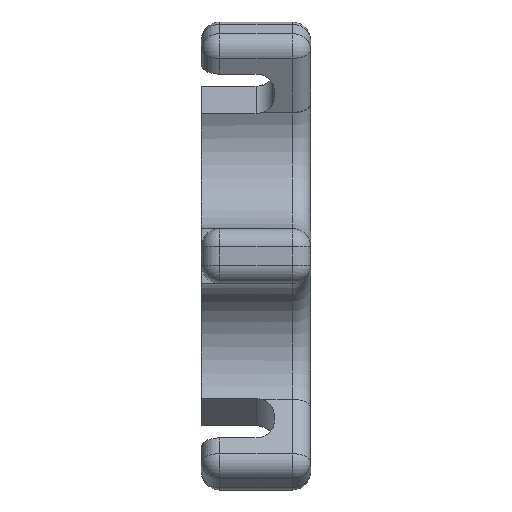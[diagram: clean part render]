
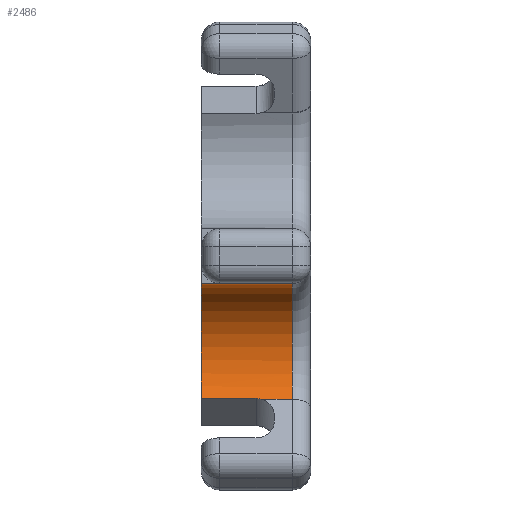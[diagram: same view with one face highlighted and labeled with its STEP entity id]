
A CAD part, left-side view. The second image highlights one B-rep face of the part: STEP entity #2486.
In plain terms, the highlighted cylindrical face has radius 8.5 mm (diameter 17 mm), a partial arc.
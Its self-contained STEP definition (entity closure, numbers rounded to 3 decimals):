
#27=B_SPLINE_CURVE_WITH_KNOTS('',3,(#4206,#4207,#4208,#4209),
 .UNSPECIFIED.,.F.,.F.,(4,4),(0.553,0.614),
 .UNSPECIFIED.);
#28=B_SPLINE_CURVE_WITH_KNOTS('',3,(#4214,#4215,#4216,#4217),
 .UNSPECIFIED.,.F.,.F.,(4,4),(0.614,0.664),
 .UNSPECIFIED.);
#192=FACE_OUTER_BOUND('',#354,.T.);
#354=EDGE_LOOP('',(#1910,#1911,#1912,#1913,#1914,#1915,#1916,#1917));
#474=LINE('',#3862,#665);
#569=LINE('',#4199,#760);
#572=LINE('',#4205,#763);
#573=LINE('',#4213,#764);
#665=VECTOR('',#3025,10.);
#760=VECTOR('',#3368,10.);
#763=VECTOR('',#3373,10.);
#764=VECTOR('',#3376,10.);
#913=CIRCLE('',#2744,8.5);
#922=CIRCLE('',#2760,8.5);
#1030=VERTEX_POINT('',#3859);
#1031=VERTEX_POINT('',#3861);
#1137=VERTEX_POINT('',#4164);
#1138=VERTEX_POINT('',#4166);
#1149=VERTEX_POINT('',#4198);
#1151=VERTEX_POINT('',#4204);
#1152=VERTEX_POINT('',#4210);
#1153=VERTEX_POINT('',#4212);
#1264=EDGE_CURVE('',#1031,#1030,#474,.T.);
#1415=EDGE_CURVE('',#1138,#1137,#913,.T.);
#1430=EDGE_CURVE('',#1149,#1138,#569,.T.);
#1433=EDGE_CURVE('',#1151,#1137,#572,.F.);
#1434=EDGE_CURVE('',#1151,#1031,#27,.F.);
#1435=EDGE_CURVE('',#1152,#1030,#922,.T.);
#1436=EDGE_CURVE('',#1152,#1153,#573,.T.);
#1437=EDGE_CURVE('',#1149,#1153,#28,.T.);
#1910=ORIENTED_EDGE('',*,*,#1415,.T.);
#1911=ORIENTED_EDGE('',*,*,#1433,.F.);
#1912=ORIENTED_EDGE('',*,*,#1434,.T.);
#1913=ORIENTED_EDGE('',*,*,#1264,.T.);
#1914=ORIENTED_EDGE('',*,*,#1435,.F.);
#1915=ORIENTED_EDGE('',*,*,#1436,.T.);
#1916=ORIENTED_EDGE('',*,*,#1437,.F.);
#1917=ORIENTED_EDGE('',*,*,#1430,.T.);
#2370=CYLINDRICAL_SURFACE('',#2759,8.5);
#2486=ADVANCED_FACE('',(#192),#2370,.F.);
#2744=AXIS2_PLACEMENT_3D('',#4167,#3332,#3333);
#2759=AXIS2_PLACEMENT_3D('',#4203,#3371,#3372);
#2760=AXIS2_PLACEMENT_3D('',#4211,#3374,#3375);
#3025=DIRECTION('',(0.,-1.,0.));
#3332=DIRECTION('center_axis',(0.,1.,0.));
#3333=DIRECTION('ref_axis',(0.867,0.,0.498));
#3368=DIRECTION('',(0.,1.,0.));
#3371=DIRECTION('center_axis',(0.,1.,0.));
#3372=DIRECTION('ref_axis',(0.867,0.,0.498));
#3373=DIRECTION('',(0.,-1.,0.));
#3374=DIRECTION('center_axis',(0.,1.,0.));
#3375=DIRECTION('ref_axis',(0.867,0.,0.498));
#3376=DIRECTION('',(0.,1.,0.));
#3859=CARTESIAN_POINT('',(-12.557,2.,-15.75));
#3861=CARTESIAN_POINT('',(-12.557,5.377,-15.75));
#3862=CARTESIAN_POINT('',(-12.557,0.,-15.75));
#4164=CARTESIAN_POINT('',(-12.508,12.,-15.664));
#4166=CARTESIAN_POINT('',(-19.819,12.,-3.001));
#4167=CARTESIAN_POINT('Origin',(-19.919,12.,-11.5));
#4198=CARTESIAN_POINT('',(-19.819,6.,-3.001));
#4199=CARTESIAN_POINT('',(-19.819,0.,-3.001));
#4203=CARTESIAN_POINT('Origin',(-19.919,0.,-11.5));
#4204=CARTESIAN_POINT('',(-12.508,6.,-15.664));
#4205=CARTESIAN_POINT('',(-12.508,0.,-15.664));
#4206=CARTESIAN_POINT('Ctrl Pts',(-12.557,5.377,-15.75));
#4207=CARTESIAN_POINT('Ctrl Pts',(-12.524,5.582,-15.692));
#4208=CARTESIAN_POINT('Ctrl Pts',(-12.508,5.797,-15.664));
#4209=CARTESIAN_POINT('Ctrl Pts',(-12.508,6.,-15.664));
#4210=CARTESIAN_POINT('',(-19.887,2.,-3.));
#4211=CARTESIAN_POINT('Origin',(-19.919,2.,-11.5));
#4212=CARTESIAN_POINT('',(-19.887,5.484,-3.));
#4213=CARTESIAN_POINT('',(-19.887,0.,-3.));
#4214=CARTESIAN_POINT('Ctrl Pts',(-19.819,6.,-3.001));
#4215=CARTESIAN_POINT('Ctrl Pts',(-19.819,5.832,-3.001));
#4216=CARTESIAN_POINT('Ctrl Pts',(-19.841,5.655,-3.));
#4217=CARTESIAN_POINT('Ctrl Pts',(-19.887,5.484,-3.));
